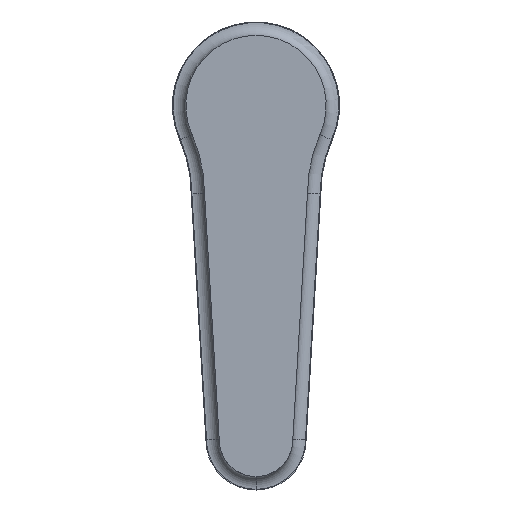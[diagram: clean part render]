
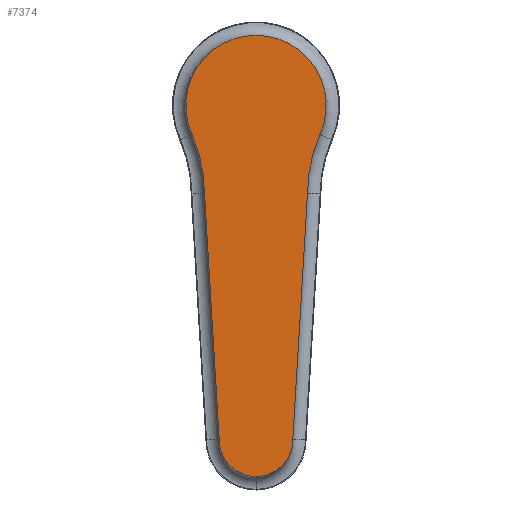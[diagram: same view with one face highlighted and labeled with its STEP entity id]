
A CAD part, front view. The second image highlights one B-rep face of the part: STEP entity #7374.
In plain terms, the highlighted planar face has unit normal (0, -1, 0).
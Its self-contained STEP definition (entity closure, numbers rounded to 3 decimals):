
#302 = DIRECTION ( 'NONE',  ( 0., 1., 0. ) ) ;
#568 = DIRECTION ( 'NONE',  ( 0., 0., 1. ) ) ;
#697 = CIRCLE ( 'NONE', #5799, 105. ) ;
#739 = AXIS2_PLACEMENT_3D ( 'NONE', #8437, #10284, #3019 ) ;
#1117 = EDGE_CURVE ( 'NONE', #4936, #3772, #5787, .T. ) ;
#1137 = ORIENTED_EDGE ( 'NONE', *, *, #7481, .F. ) ;
#1235 = ORIENTED_EDGE ( 'NONE', *, *, #2460, .F. ) ;
#1371 = EDGE_CURVE ( 'NONE', #9557, #9197, #11388, .T. ) ;
#1436 = VERTEX_POINT ( 'NONE', #4217 ) ;
#1507 = VECTOR ( 'NONE', #4428, 1000. ) ;
#1584 = EDGE_CURVE ( 'NONE', #5954, #9557, #10387, .T. ) ;
#1754 = CIRCLE ( 'NONE', #6696, 220. ) ;
#2135 = DIRECTION ( 'NONE',  ( 0., 1., 0. ) ) ;
#2208 = DIRECTION ( 'NONE',  ( -0.06, 0., 0.998 ) ) ;
#2389 = CARTESIAN_POINT ( 'NONE',  ( 0., -130., 0. ) ) ;
#2438 = DIRECTION ( 'NONE',  ( 0., 0., 1. ) ) ;
#2460 = EDGE_CURVE ( 'NONE', #3772, #5954, #1754, .T. ) ;
#2753 = PLANE ( 'NONE',  #10026 ) ;
#2994 = DIRECTION ( 'NONE',  ( 0., 0., 1. ) ) ;
#3019 = DIRECTION ( 'NONE',  ( 0., 0., 1. ) ) ;
#3101 = CARTESIAN_POINT ( 'NONE',  ( -54.997, -130., -499.449 ) ) ;
#3364 = CARTESIAN_POINT ( 'NONE',  ( 0., -130., -500. ) ) ;
#3382 = CARTESIAN_POINT ( 'NONE',  ( 76.991, -130., -131.369 ) ) ;
#3687 = AXIS2_PLACEMENT_3D ( 'NONE', #3364, #302, #4242 ) ;
#3738 = CARTESIAN_POINT ( 'NONE',  ( 54.997, -130., -499.449 ) ) ;
#3772 = VERTEX_POINT ( 'NONE', #9227 ) ;
#3830 = CARTESIAN_POINT ( 'NONE',  ( -54.997, -130., -499.449 ) ) ;
#3850 = VERTEX_POINT ( 'NONE', #6894 ) ;
#4217 = CARTESIAN_POINT ( 'NONE',  ( -95.608, -130., -43.406 ) ) ;
#4242 = DIRECTION ( 'NONE',  ( 0., 0., 1. ) ) ;
#4428 = DIRECTION ( 'NONE',  ( -0.06, 0., -0.998 ) ) ;
#4916 = VECTOR ( 'NONE', #2208, 1000. ) ;
#4932 = EDGE_CURVE ( 'NONE', #3850, #1436, #5869, .T. ) ;
#4936 = VERTEX_POINT ( 'NONE', #8353 ) ;
#5140 = ORIENTED_EDGE ( 'NONE', *, *, #1584, .F. ) ;
#5388 = DIRECTION ( 'NONE',  ( 0., 0., 1. ) ) ;
#5787 = CIRCLE ( 'NONE', #11146, 105. ) ;
#5799 = AXIS2_PLACEMENT_3D ( 'NONE', #2389, #6036, #568 ) ;
#5869 = CIRCLE ( 'NONE', #739, 220. ) ;
#5954 = VERTEX_POINT ( 'NONE', #9360 ) ;
#6036 = DIRECTION ( 'NONE',  ( 0., 1., 0. ) ) ;
#6042 = DIRECTION ( 'NONE',  ( 0., -1., 0. ) ) ;
#6116 = ORIENTED_EDGE ( 'NONE', *, *, #4932, .F. ) ;
#6696 = AXIS2_PLACEMENT_3D ( 'NONE', #8678, #6042, #2438 ) ;
#6894 = CARTESIAN_POINT ( 'NONE',  ( -76.991, -130., -131.369 ) ) ;
#7374 = ADVANCED_FACE ( 'NONE', ( #10645 ), #2753, .T. ) ;
#7481 = EDGE_CURVE ( 'NONE', #1436, #4936, #697, .T. ) ;
#8353 = CARTESIAN_POINT ( 'NONE',  ( 0., -130., 105. ) ) ;
#8437 = CARTESIAN_POINT ( 'NONE',  ( -296.99, -130., -131.98 ) ) ;
#8660 = LINE ( 'NONE', #3101, #4916 ) ;
#8678 = CARTESIAN_POINT ( 'NONE',  ( 296.99, -130., -131.98 ) ) ;
#8793 = ORIENTED_EDGE ( 'NONE', *, *, #1117, .F. ) ;
#9163 = DIRECTION ( 'NONE',  ( 0., -1., 0. ) ) ;
#9197 = VERTEX_POINT ( 'NONE', #3830 ) ;
#9206 = CARTESIAN_POINT ( 'NONE',  ( 0., -130., -500. ) ) ;
#9227 = CARTESIAN_POINT ( 'NONE',  ( 95.608, -130., -43.406 ) ) ;
#9360 = CARTESIAN_POINT ( 'NONE',  ( 76.991, -130., -131.369 ) ) ;
#9557 = VERTEX_POINT ( 'NONE', #3738 ) ;
#10026 = AXIS2_PLACEMENT_3D ( 'NONE', #9206, #9163, #5388 ) ;
#10284 = DIRECTION ( 'NONE',  ( 0., -1., 0. ) ) ;
#10343 = ORIENTED_EDGE ( 'NONE', *, *, #1371, .F. ) ;
#10387 = LINE ( 'NONE', #3382, #1507 ) ;
#10645 = FACE_OUTER_BOUND ( 'NONE', #11653, .T. ) ;
#11146 = AXIS2_PLACEMENT_3D ( 'NONE', #11341, #2135, #2994 ) ;
#11341 = CARTESIAN_POINT ( 'NONE',  ( 0., -130., 0. ) ) ;
#11388 = CIRCLE ( 'NONE', #3687, 55. ) ;
#11653 = EDGE_LOOP ( 'NONE', ( #10343, #5140, #1235, #8793, #1137, #6116, #11871 ) ) ;
#11790 = EDGE_CURVE ( 'NONE', #9197, #3850, #8660, .T. ) ;
#11871 = ORIENTED_EDGE ( 'NONE', *, *, #11790, .F. ) ;
